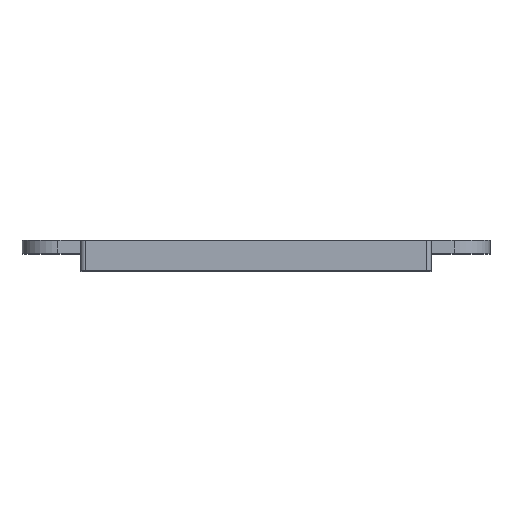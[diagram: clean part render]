
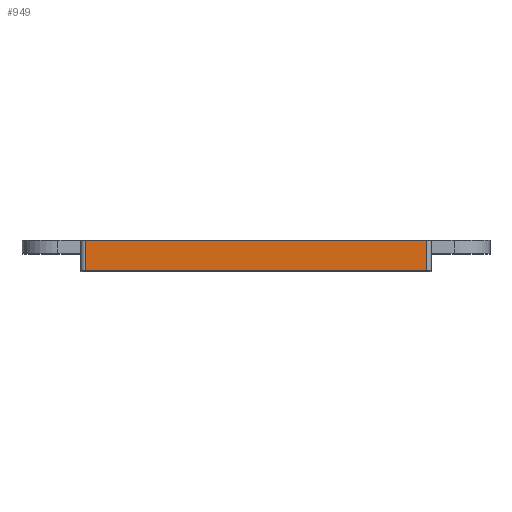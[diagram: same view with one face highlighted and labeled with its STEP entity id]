
A CAD part, top view. The second image highlights one B-rep face of the part: STEP entity #949.
In plain terms, the highlighted planar face has unit normal (0, 0, 1).
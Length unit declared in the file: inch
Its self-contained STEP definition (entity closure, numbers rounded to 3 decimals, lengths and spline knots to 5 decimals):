
#36=PLANE('',#1022);
#71=FACE_OUTER_BOUND('',#119,.T.);
#119=EDGE_LOOP('',(#728,#729,#730,#731));
#193=LINE('',#1439,#294);
#214=LINE('',#1491,#315);
#215=LINE('',#1494,#316);
#216=LINE('',#1495,#317);
#294=VECTOR('',#1144,0.3937);
#315=VECTOR('',#1187,0.3937);
#316=VECTOR('',#1190,0.3937);
#317=VECTOR('',#1191,0.3937);
#433=VERTEX_POINT('',#1436);
#434=VERTEX_POINT('',#1438);
#454=VERTEX_POINT('',#1489);
#455=VERTEX_POINT('',#1493);
#534=EDGE_CURVE('',#433,#434,#193,.T.);
#561=EDGE_CURVE('',#454,#433,#214,.T.);
#562=EDGE_CURVE('',#454,#455,#215,.T.);
#563=EDGE_CURVE('',#434,#455,#216,.T.);
#728=ORIENTED_EDGE('',*,*,#561,.F.);
#729=ORIENTED_EDGE('',*,*,#562,.T.);
#730=ORIENTED_EDGE('',*,*,#563,.F.);
#731=ORIENTED_EDGE('',*,*,#534,.F.);
#949=ADVANCED_FACE('',(#71),#36,.T.);
#1022=AXIS2_PLACEMENT_3D('',#1492,#1188,#1189);
#1144=DIRECTION('',(-1.,0.,0.));
#1187=DIRECTION('',(0.,-1.,0.));
#1188=DIRECTION('center_axis',(0.,0.,1.));
#1189=DIRECTION('ref_axis',(-1.,0.,0.));
#1190=DIRECTION('',(-1.,0.,0.));
#1191=DIRECTION('',(0.,1.,0.));
#1436=CARTESIAN_POINT('',(2.71071,0.66,4.34733));
#1438=CARTESIAN_POINT('',(0.45071,0.66,4.34733));
#1439=CARTESIAN_POINT('',(2.74071,0.66,4.34733));
#1489=CARTESIAN_POINT('',(2.71071,0.86,4.34733));
#1491=CARTESIAN_POINT('',(2.71071,0.86,4.34733));
#1492=CARTESIAN_POINT('Origin',(2.74071,0.86,4.34733));
#1493=CARTESIAN_POINT('',(0.45071,0.86,4.34733));
#1494=CARTESIAN_POINT('',(2.74071,0.86,4.34733));
#1495=CARTESIAN_POINT('',(0.45071,0.86,4.34733));
